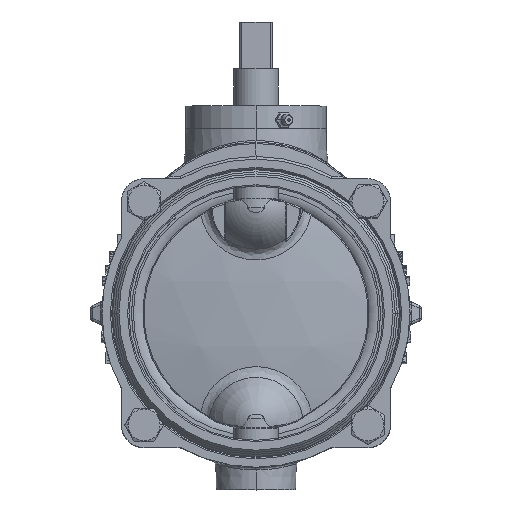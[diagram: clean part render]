
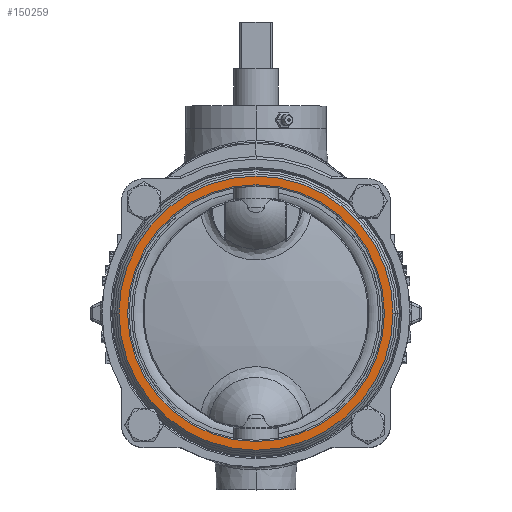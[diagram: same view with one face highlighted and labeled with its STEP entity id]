
A CAD part, top view. The second image highlights one B-rep face of the part: STEP entity #150259.
In plain terms, the highlighted planar face has unit normal (0, 0, 1).
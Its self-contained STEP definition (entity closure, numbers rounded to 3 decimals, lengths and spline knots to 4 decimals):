
#149718=CARTESIAN_POINT('',(0.,0.,1.8485));
#149719=DIRECTION('',(0.,0.,-1.));
#149720=DIRECTION('',(1.,0.,0.));
#149721=AXIS2_PLACEMENT_3D('',#149718,#149719,#149720);
#149723=CARTESIAN_POINT('',(0.,0.,1.8485));
#149724=DIRECTION('',(0.,0.,1.));
#149725=DIRECTION('',(1.,0.,0.));
#149726=AXIS2_PLACEMENT_3D('',#149723,#149724,#149725);
#149728=CARTESIAN_POINT('',(0.,0.,1.8485));
#149729=DIRECTION('',(0.,0.,1.));
#149730=DIRECTION('',(0.,1.,0.));
#149731=AXIS2_PLACEMENT_3D('',#149728,#149729,#149730);
#149733=CARTESIAN_POINT('',(0.,0.,1.8485));
#149734=DIRECTION('',(0.,0.,1.));
#149735=DIRECTION('',(0.,-1.,0.));
#149736=AXIS2_PLACEMENT_3D('',#149733,#149734,#149735);
#150028=CARTESIAN_POINT('',(3.059,0.,1.8485));
#150030=VERTEX_POINT('',#150028);
#150056=CARTESIAN_POINT('',(-3.059,0.,1.8485));
#150058=VERTEX_POINT('',#150056);
#150082=CARTESIAN_POINT('',(0.,2.865,1.8485));
#150083=CARTESIAN_POINT('',(0.,-2.865,1.8485));
#150084=VERTEX_POINT('',#150082);
#150085=VERTEX_POINT('',#150083);
#150244=CARTESIAN_POINT('',(0.,0.,1.8485));
#150245=DIRECTION('',(0.,0.,-1.));
#150246=DIRECTION('',(0.,-1.,0.));
#150247=AXIS2_PLACEMENT_3D('',#150244,#150245,#150246);
#150248=PLANE('',#150247);
#150249=ORIENTED_EDGE('',*,*,#150237,.F.);
#150250=ORIENTED_EDGE('',*,*,#150226,.T.);
#150251=EDGE_LOOP('',(#150249,#150250));
#150252=FACE_OUTER_BOUND('',#150251,.F.);
#150254=ORIENTED_EDGE('',*,*,#150253,.T.);
#150256=ORIENTED_EDGE('',*,*,#150255,.T.);
#150257=EDGE_LOOP('',(#150254,#150256));
#150258=FACE_BOUND('',#150257,.F.);
#149722=CIRCLE('',#149721,3.059);
#149727=CIRCLE('',#149726,3.059);
#149732=CIRCLE('',#149731,2.865);
#149737=CIRCLE('',#149736,2.865);
#150226=EDGE_CURVE('',#150030,#150058,#149722,.T.);
#150237=EDGE_CURVE('',#150030,#150058,#149727,.T.);
#150253=EDGE_CURVE('',#150084,#150085,#149732,.T.);
#150255=EDGE_CURVE('',#150085,#150084,#149737,.T.);
#150259=ADVANCED_FACE('',(#150252,#150258),#150248,.F.);
